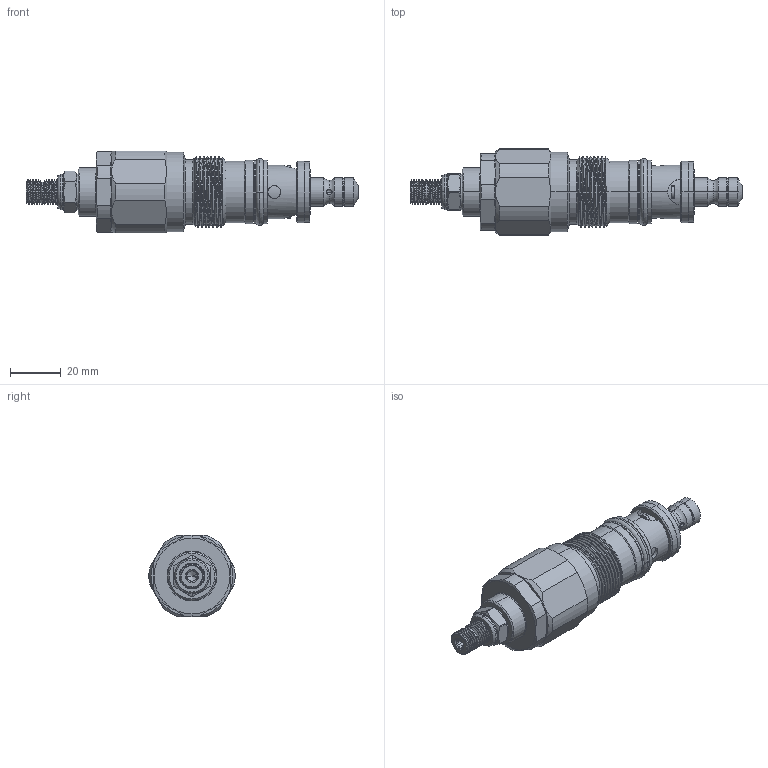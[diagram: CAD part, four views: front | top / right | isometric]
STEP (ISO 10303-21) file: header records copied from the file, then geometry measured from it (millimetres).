
FILE_DESCRIPTION (( 'STEP AP203' ), '1' );
FILE_NAME ('RD28M22-L.STEP', '2016-08-01T03:58:53', ( '' ), ( '' ), 'SwSTEP 2.0', 'SolidWorks 2012', '' );
FILE_SCHEMA (( 'CONFIG_CONTROL_DESIGN' ));
Length unit declared in the file: millimetre
Products named in the file (1): RD28M22-L
Bounding box: 130.32 x 33.83 x 32 mm (x, y, z)
Volume: 56370.4 mm3; surface area: 14187.8 mm2
Topology: 3 solids, 3 shells, 288 faces, 728 edges, 459 vertices
Faces by surface type: cylinder 136, plane 62, cone 42, torus 32, bspline 12, sphere 4
Entity records: 21044 total; most frequent: CARTESIAN_POINT 14410, ORIENTED_EDGE 1452, DIRECTION 1317, EDGE_CURVE 726, AXIS2_PLACEMENT_3D 544, VERTEX_POINT 459, EDGE_LOOP 311, ADVANCED_FACE 288
